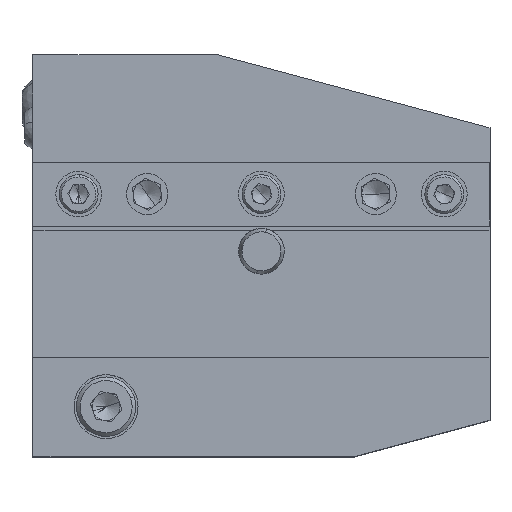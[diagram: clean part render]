
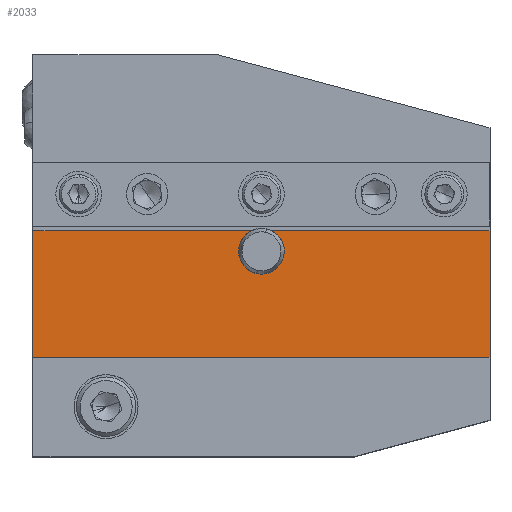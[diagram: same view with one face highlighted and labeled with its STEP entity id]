
A CAD part, top view. The second image highlights one B-rep face of the part: STEP entity #2033.
In plain terms, the highlighted planar face has unit normal (0, 0, 1).
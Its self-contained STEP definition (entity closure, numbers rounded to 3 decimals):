
#241 = ORIENTED_EDGE ( 'NONE', *, *, #5185, .T. ) ;
#413 = CIRCLE ( 'NONE', #1793, 5. ) ;
#421 = EDGE_CURVE ( 'NONE', #10881, #491, #7469, .T. ) ;
#491 = VERTEX_POINT ( 'NONE', #11534 ) ;
#1164 = EDGE_CURVE ( 'NONE', #4139, #9914, #1938, .T. ) ;
#1257 = ORIENTED_EDGE ( 'NONE', *, *, #1164, .F. ) ;
#1729 = DIRECTION ( 'NONE',  ( 1., 0., 0. ) ) ;
#1786 = EDGE_CURVE ( 'NONE', #9914, #491, #8260, .T. ) ;
#1793 = AXIS2_PLACEMENT_3D ( 'NONE', #6350, #10550, #13721 ) ;
#1938 = CIRCLE ( 'NONE', #11757, 5. ) ;
#2033 = ADVANCED_FACE ( 'NONE', ( #9049 ), #11265, .F. ) ;
#2270 = VERTEX_POINT ( 'NONE', #5652 ) ;
#2365 = DIRECTION ( 'NONE',  ( 0., 0., 1. ) ) ;
#2724 = EDGE_CURVE ( 'NONE', #4995, #7218, #8392, .T. ) ;
#2772 = EDGE_LOOP ( 'NONE', ( #7151, #3878, #1257, #11164, #241, #11622, #3116, #6420 ) ) ;
#2833 = CARTESIAN_POINT ( 'NONE',  ( 131.023, 13.843, 150.297 ) ) ;
#2870 = CARTESIAN_POINT ( 'NONE',  ( 131.023, 43.153, 150.297 ) ) ;
#3116 = ORIENTED_EDGE ( 'NONE', *, *, #9371, .F. ) ;
#3873 = DIRECTION ( 'NONE',  ( -1., 0., 0. ) ) ;
#3878 = ORIENTED_EDGE ( 'NONE', *, *, #1786, .F. ) ;
#3996 = LINE ( 'NONE', #7797, #9800 ) ;
#4139 = VERTEX_POINT ( 'NONE', #13441 ) ;
#4363 = LINE ( 'NONE', #8956, #10472 ) ;
#4412 = VECTOR ( 'NONE', #9156, 1000. ) ;
#4995 = VERTEX_POINT ( 'NONE', #6167 ) ;
#4998 = DIRECTION ( 'NONE',  ( 0., 0., -1. ) ) ;
#5109 = DIRECTION ( 'NONE',  ( 0., 0., 1. ) ) ;
#5185 = EDGE_CURVE ( 'NONE', #2270, #4995, #12258, .T. ) ;
#5476 = CARTESIAN_POINT ( 'NONE',  ( 108.023, 13.843, 150.297 ) ) ;
#5652 = CARTESIAN_POINT ( 'NONE',  ( 55.849, 43.153, 150.297 ) ) ;
#5856 = CARTESIAN_POINT ( 'NONE',  ( 58.023, 38.65, 150.297 ) ) ;
#5919 = CARTESIAN_POINT ( 'NONE',  ( 108.023, 43.153, 150.297 ) ) ;
#5989 = VERTEX_POINT ( 'NONE', #5476 ) ;
#6167 = CARTESIAN_POINT ( 'NONE',  ( 8.023, 43.153, 150.297 ) ) ;
#6350 = CARTESIAN_POINT ( 'NONE',  ( 58.023, 38.65, 150.297 ) ) ;
#6420 = ORIENTED_EDGE ( 'NONE', *, *, #9811, .F. ) ;
#6664 = VECTOR ( 'NONE', #11905, 1000. ) ;
#6778 = DIRECTION ( 'NONE',  ( -1., 0., 0. ) ) ;
#6989 = CARTESIAN_POINT ( 'NONE',  ( 8.023, 13.843, 150.297 ) ) ;
#7151 = ORIENTED_EDGE ( 'NONE', *, *, #421, .T. ) ;
#7218 = VERTEX_POINT ( 'NONE', #12353 ) ;
#7469 = LINE ( 'NONE', #2870, #10432 ) ;
#7797 = CARTESIAN_POINT ( 'NONE',  ( 108.023, 65.65, 150.297 ) ) ;
#8260 = CIRCLE ( 'NONE', #8356, 5. ) ;
#8356 = AXIS2_PLACEMENT_3D ( 'NONE', #5856, #5109, #1729 ) ;
#8392 = LINE ( 'NONE', #6989, #4412 ) ;
#8956 = CARTESIAN_POINT ( 'NONE',  ( 131.023, 13.843, 150.297 ) ) ;
#9049 = FACE_OUTER_BOUND ( 'NONE', #2772, .T. ) ;
#9156 = DIRECTION ( 'NONE',  ( 0., -1., 0. ) ) ;
#9190 = DIRECTION ( 'NONE',  ( -1., 0., 0. ) ) ;
#9371 = EDGE_CURVE ( 'NONE', #5989, #7218, #4363, .T. ) ;
#9631 = CARTESIAN_POINT ( 'NONE',  ( 131.023, 43.153, 150.297 ) ) ;
#9800 = VECTOR ( 'NONE', #11969, 1000. ) ;
#9811 = EDGE_CURVE ( 'NONE', #10881, #5989, #3996, .T. ) ;
#9914 = VERTEX_POINT ( 'NONE', #12114 ) ;
#10432 = VECTOR ( 'NONE', #9190, 1000. ) ;
#10472 = VECTOR ( 'NONE', #6778, 1000. ) ;
#10550 = DIRECTION ( 'NONE',  ( 0., 0., 1. ) ) ;
#10881 = VERTEX_POINT ( 'NONE', #5919 ) ;
#10983 = CARTESIAN_POINT ( 'NONE',  ( 58.023, 38.65, 150.297 ) ) ;
#11164 = ORIENTED_EDGE ( 'NONE', *, *, #11364, .F. ) ;
#11265 = PLANE ( 'NONE',  #11675 ) ;
#11364 = EDGE_CURVE ( 'NONE', #2270, #4139, #413, .T. ) ;
#11534 = CARTESIAN_POINT ( 'NONE',  ( 60.198, 43.153, 150.297 ) ) ;
#11622 = ORIENTED_EDGE ( 'NONE', *, *, #2724, .T. ) ;
#11675 = AXIS2_PLACEMENT_3D ( 'NONE', #2833, #4998, #3873 ) ;
#11757 = AXIS2_PLACEMENT_3D ( 'NONE', #10983, #2365, #12939 ) ;
#11905 = DIRECTION ( 'NONE',  ( -1., 0., 0. ) ) ;
#11969 = DIRECTION ( 'NONE',  ( 0., -1., 0. ) ) ;
#12114 = CARTESIAN_POINT ( 'NONE',  ( 63.023, 38.65, 150.297 ) ) ;
#12258 = LINE ( 'NONE', #9631, #6664 ) ;
#12353 = CARTESIAN_POINT ( 'NONE',  ( 8.023, 13.843, 150.297 ) ) ;
#12939 = DIRECTION ( 'NONE',  ( 1., 0., 0. ) ) ;
#13441 = CARTESIAN_POINT ( 'NONE',  ( 53.023, 38.65, 150.297 ) ) ;
#13721 = DIRECTION ( 'NONE',  ( 1., 0., 0. ) ) ;
